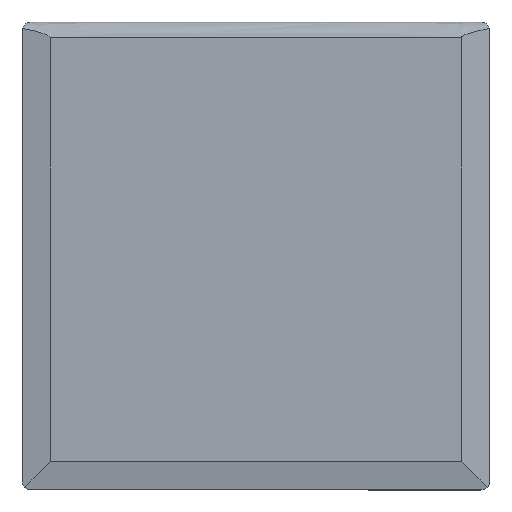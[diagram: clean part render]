
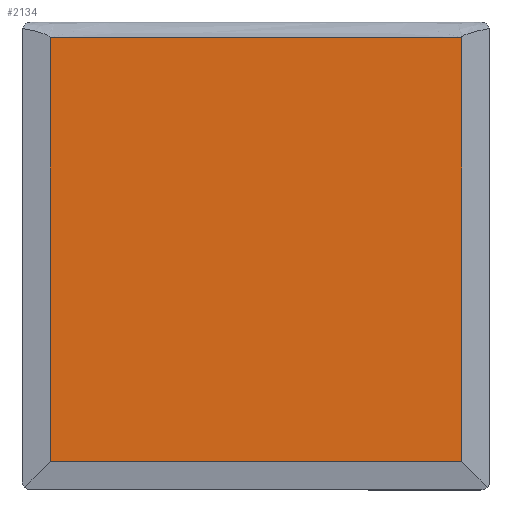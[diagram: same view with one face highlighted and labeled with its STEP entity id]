
A CAD part, top view. The second image highlights one B-rep face of the part: STEP entity #2134.
In plain terms, the highlighted planar face has unit normal (0, 0, 1).
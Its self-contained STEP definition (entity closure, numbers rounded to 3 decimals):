
#145 = FACE_OUTER_BOUND ( 'NONE', #1797, .T. ) ;
#167 = CARTESIAN_POINT ( 'NONE',  ( -71., -71., 0. ) ) ;
#170 = VERTEX_POINT ( 'NONE', #2872 ) ;
#376 = CARTESIAN_POINT ( 'NONE',  ( 21.667, 69., 0. ) ) ;
#429 = CARTESIAN_POINT ( 'NONE',  ( -65., -65., 0. ) ) ;
#439 = LINE ( 'NONE', #3019, #3321 ) ;
#797 = CARTESIAN_POINT ( 'NONE',  ( 65., 69., 0. ) ) ;
#830 = VERTEX_POINT ( 'NONE', #429 ) ;
#915 = B_SPLINE_CURVE_WITH_KNOTS ( 'NONE', 3,
 ( #1557, #376, #4270, #1206 ),
 .UNSPECIFIED., .F., .F.,
 ( 4, 4 ),
 ( 0., 1. ),
 .UNSPECIFIED. ) ;
#985 = ORIENTED_EDGE ( 'NONE', *, *, #3178, .T. ) ;
#1107 = ORIENTED_EDGE ( 'NONE', *, *, #1846, .T. ) ;
#1165 = VECTOR ( 'NONE', #4598, 1000. ) ;
#1175 = DIRECTION ( 'NONE',  ( 1., 0., 0. ) ) ;
#1206 = CARTESIAN_POINT ( 'NONE',  ( -65., 69., 0. ) ) ;
#1282 = DIRECTION ( 'NONE',  ( 0., -1., 0. ) ) ;
#1363 = CARTESIAN_POINT ( 'NONE',  ( -65., -71., 0. ) ) ;
#1455 = AXIS2_PLACEMENT_3D ( 'NONE', #167, #4376, #2459 ) ;
#1473 = VERTEX_POINT ( 'NONE', #797 ) ;
#1557 = CARTESIAN_POINT ( 'NONE',  ( 65., 69., 0. ) ) ;
#1797 = EDGE_LOOP ( 'NONE', ( #1803, #2437, #1107, #985 ) ) ;
#1803 = ORIENTED_EDGE ( 'NONE', *, *, #2813, .T. ) ;
#1846 = EDGE_CURVE ( 'NONE', #2284, #830, #2485, .T. ) ;
#2013 = VECTOR ( 'NONE', #1282, 1000. ) ;
#2134 = ADVANCED_FACE ( 'NONE', ( #145 ), #2856, .F. ) ;
#2284 = VERTEX_POINT ( 'NONE', #4478 ) ;
#2318 = EDGE_CURVE ( 'NONE', #1473, #2284, #915, .T. ) ;
#2437 = ORIENTED_EDGE ( 'NONE', *, *, #2318, .T. ) ;
#2459 = DIRECTION ( 'NONE',  ( -1., 0., 0. ) ) ;
#2485 = LINE ( 'NONE', #1363, #2013 ) ;
#2680 = LINE ( 'NONE', #4948, #1165 ) ;
#2813 = EDGE_CURVE ( 'NONE', #170, #1473, #2680, .T. ) ;
#2856 = PLANE ( 'NONE',  #1455 ) ;
#2872 = CARTESIAN_POINT ( 'NONE',  ( 65., -65., 0. ) ) ;
#3019 = CARTESIAN_POINT ( 'NONE',  ( 71., -65., 0. ) ) ;
#3178 = EDGE_CURVE ( 'NONE', #830, #170, #439, .T. ) ;
#3321 = VECTOR ( 'NONE', #1175, 1000. ) ;
#4270 = CARTESIAN_POINT ( 'NONE',  ( -21.667, 69., 0. ) ) ;
#4376 = DIRECTION ( 'NONE',  ( 0., 0., -1. ) ) ;
#4478 = CARTESIAN_POINT ( 'NONE',  ( -65., 69., 0. ) ) ;
#4598 = DIRECTION ( 'NONE',  ( 0., 1., 0. ) ) ;
#4948 = CARTESIAN_POINT ( 'NONE',  ( 65., 71., 0. ) ) ;
